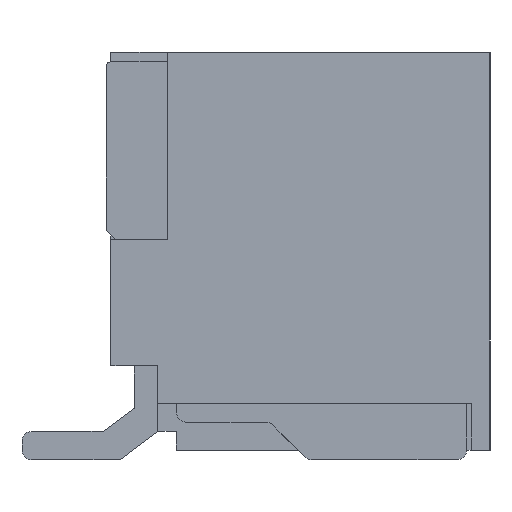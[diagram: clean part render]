
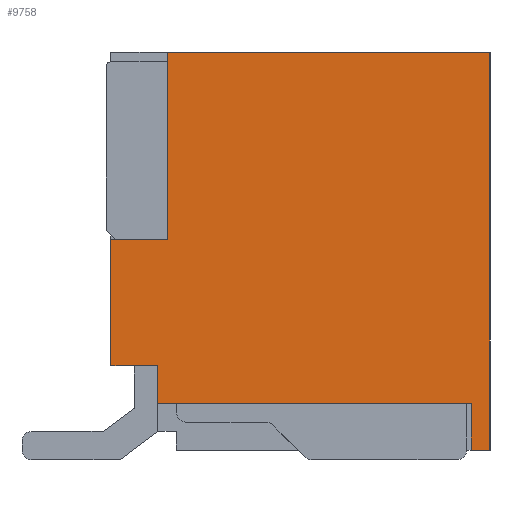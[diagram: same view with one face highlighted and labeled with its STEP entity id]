
A CAD part, left-side view. The second image highlights one B-rep face of the part: STEP entity #9758.
In plain terms, the highlighted planar face has unit normal (-1, 0, 0).
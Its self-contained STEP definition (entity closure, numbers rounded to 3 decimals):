
#492=FACE_OUTER_BOUND('',#1019,.T.);
#1019=EDGE_LOOP('',(#6304,#6305,#6306,#6307,#6308,#6309,#6310,#6311,#6312,
#6313));
#1539=LINE('',#13062,#2659);
#1602=LINE('',#13188,#2722);
#1651=LINE('',#13458,#2771);
#1672=LINE('',#13502,#2792);
#1676=LINE('',#13512,#2796);
#1682=LINE('',#13524,#2802);
#1694=LINE('',#13547,#2814);
#1710=LINE('',#13575,#2830);
#1711=LINE('',#13577,#2831);
#1712=LINE('',#13578,#2832);
#2659=VECTOR('',#10841,1.);
#2722=VECTOR('',#10906,1.);
#2771=VECTOR('',#10963,1.);
#2792=VECTOR('',#10998,1.);
#2796=VECTOR('',#11004,1.);
#2802=VECTOR('',#11012,1.);
#2814=VECTOR('',#11030,1.);
#2830=VECTOR('',#11050,1.);
#2831=VECTOR('',#11053,1.);
#2832=VECTOR('',#11054,1.);
#3779=VERTEX_POINT('',#13059);
#3780=VERTEX_POINT('',#13061);
#3842=VERTEX_POINT('',#13187);
#3900=VERTEX_POINT('',#13455);
#3901=VERTEX_POINT('',#13457);
#3917=VERTEX_POINT('',#13500);
#3921=VERTEX_POINT('',#13509);
#3922=VERTEX_POINT('',#13511);
#3927=VERTEX_POINT('',#13522);
#3935=VERTEX_POINT('',#13545);
#4701=EDGE_CURVE('',#3779,#3780,#1539,.T.);
#4764=EDGE_CURVE('',#3780,#3842,#1602,.T.);
#4823=EDGE_CURVE('',#3901,#3900,#1651,.T.);
#4846=EDGE_CURVE('',#3900,#3917,#1672,.T.);
#4850=EDGE_CURVE('',#3921,#3922,#1676,.T.);
#4856=EDGE_CURVE('',#3927,#3921,#1682,.T.);
#4868=EDGE_CURVE('',#3927,#3935,#1694,.T.);
#4884=EDGE_CURVE('',#3779,#3922,#1710,.T.);
#4885=EDGE_CURVE('',#3935,#3901,#1711,.T.);
#4886=EDGE_CURVE('',#3917,#3842,#1712,.T.);
#6304=ORIENTED_EDGE('',*,*,#4884,.T.);
#6305=ORIENTED_EDGE('',*,*,#4850,.F.);
#6306=ORIENTED_EDGE('',*,*,#4856,.F.);
#6307=ORIENTED_EDGE('',*,*,#4868,.T.);
#6308=ORIENTED_EDGE('',*,*,#4885,.T.);
#6309=ORIENTED_EDGE('',*,*,#4823,.T.);
#6310=ORIENTED_EDGE('',*,*,#4846,.T.);
#6311=ORIENTED_EDGE('',*,*,#4886,.T.);
#6312=ORIENTED_EDGE('',*,*,#4764,.F.);
#6313=ORIENTED_EDGE('',*,*,#4701,.F.);
#8905=PLANE('',#10305);
#9758=ADVANCED_FACE('',(#492),#8905,.F.);
#10305=AXIS2_PLACEMENT_3D('',#13576,#11051,#11052);
#10841=DIRECTION('',(0.,0.,-1.));
#10906=DIRECTION('',(0.,1.,0.));
#10963=DIRECTION('',(0.,0.,-1.));
#10998=DIRECTION('',(0.,-1.,0.));
#11004=DIRECTION('',(0.,0.,1.));
#11012=DIRECTION('',(0.,-1.,0.));
#11030=DIRECTION('',(0.,0.,-1.));
#11050=DIRECTION('',(0.,1.,0.));
#11051=DIRECTION('center_axis',(1.,0.,0.));
#11052=DIRECTION('ref_axis',(0.,1.,0.));
#11053=DIRECTION('',(0.,-1.,0.));
#11054=DIRECTION('',(0.,0.,-1.));
#13059=CARTESIAN_POINT('',(-4.125,-3.235,4.35));
#13061=CARTESIAN_POINT('',(-4.125,-3.235,0.1));
#13062=CARTESIAN_POINT('',(-4.125,-3.235,0.1));
#13187=CARTESIAN_POINT('',(-4.125,-3.035,0.1));
#13188=CARTESIAN_POINT('',(-4.125,-3.235,0.1));
#13455=CARTESIAN_POINT('',(-4.125,0.315,0.6));
#13457=CARTESIAN_POINT('',(-4.125,0.315,1.));
#13458=CARTESIAN_POINT('',(-4.125,0.315,0.1));
#13500=CARTESIAN_POINT('',(-4.125,-3.035,0.6));
#13502=CARTESIAN_POINT('',(-4.125,0.815,0.6));
#13509=CARTESIAN_POINT('',(-4.125,0.215,2.35));
#13511=CARTESIAN_POINT('',(-4.125,0.215,4.35));
#13512=CARTESIAN_POINT('',(-4.125,0.215,4.35));
#13522=CARTESIAN_POINT('',(-4.125,0.815,2.35));
#13524=CARTESIAN_POINT('',(-4.125,0.815,2.35));
#13545=CARTESIAN_POINT('',(-4.125,0.815,1.));
#13547=CARTESIAN_POINT('',(-4.125,0.815,0.1));
#13575=CARTESIAN_POINT('',(-4.125,-3.235,4.35));
#13576=CARTESIAN_POINT('Origin',(-4.125,-3.235,0.1));
#13577=CARTESIAN_POINT('',(-4.125,0.815,1.));
#13578=CARTESIAN_POINT('',(-4.125,-3.035,0.6));
